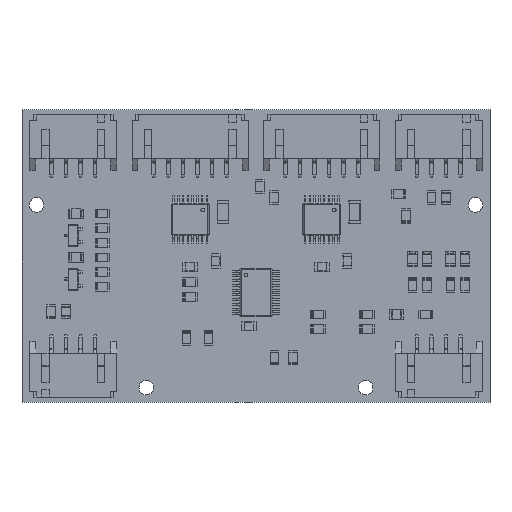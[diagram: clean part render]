
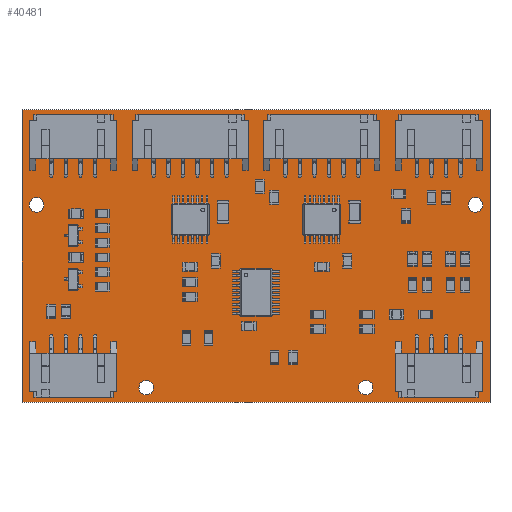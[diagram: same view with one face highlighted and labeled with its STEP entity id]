
A CAD part, top view. The second image highlights one B-rep face of the part: STEP entity #40481.
In plain terms, the highlighted planar face has unit normal (0, 0, 1).
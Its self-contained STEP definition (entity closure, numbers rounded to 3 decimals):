
#40208 = VERTEX_POINT('',#40209);
#40209 = CARTESIAN_POINT('',(32.,-15.,1.6));
#40215 = EDGE_CURVE('',#40208,#40216,#40218,.T.);
#40216 = VERTEX_POINT('',#40217);
#40217 = CARTESIAN_POINT('',(-32.,-15.,1.6));
#40218 = LINE('',#40219,#40220);
#40219 = CARTESIAN_POINT('',(32.,-15.,1.6));
#40220 = VECTOR('',#40221,1.);
#40221 = DIRECTION('',(-1.,0.,0.));
#40246 = EDGE_CURVE('',#40216,#40247,#40249,.T.);
#40247 = VERTEX_POINT('',#40248);
#40248 = CARTESIAN_POINT('',(-32.,25.,1.6));
#40249 = LINE('',#40250,#40251);
#40250 = CARTESIAN_POINT('',(-32.,-15.,1.6));
#40251 = VECTOR('',#40252,1.);
#40252 = DIRECTION('',(0.,1.,0.));
#40277 = EDGE_CURVE('',#40247,#40278,#40280,.T.);
#40278 = VERTEX_POINT('',#40279);
#40279 = CARTESIAN_POINT('',(32.,25.,1.6));
#40280 = LINE('',#40281,#40282);
#40281 = CARTESIAN_POINT('',(-32.,25.,1.6));
#40282 = VECTOR('',#40283,1.);
#40283 = DIRECTION('',(1.,0.,0.));
#40308 = EDGE_CURVE('',#40278,#40208,#40309,.T.);
#40309 = LINE('',#40310,#40311);
#40310 = CARTESIAN_POINT('',(32.,25.,1.6));
#40311 = VECTOR('',#40312,1.);
#40312 = DIRECTION('',(0.,-1.,0.));
#40332 = VERTEX_POINT('',#40333);
#40333 = CARTESIAN_POINT('',(-14.,-13.,1.6));
#40339 = EDGE_CURVE('',#40332,#40332,#40340,.T.);
#40340 = CIRCLE('',#40341,1.);
#40341 = AXIS2_PLACEMENT_3D('',#40342,#40343,#40344);
#40342 = CARTESIAN_POINT('',(-15.,-13.,1.6));
#40343 = DIRECTION('',(0.,0.,1.));
#40344 = DIRECTION('',(1.,0.,-0.));
#40365 = VERTEX_POINT('',#40366);
#40366 = CARTESIAN_POINT('',(16.,-13.,1.6));
#40372 = EDGE_CURVE('',#40365,#40365,#40373,.T.);
#40373 = CIRCLE('',#40374,1.);
#40374 = AXIS2_PLACEMENT_3D('',#40375,#40376,#40377);
#40375 = CARTESIAN_POINT('',(15.,-13.,1.6));
#40376 = DIRECTION('',(0.,0.,1.));
#40377 = DIRECTION('',(1.,0.,-0.));
#40398 = VERTEX_POINT('',#40399);
#40399 = CARTESIAN_POINT('',(-29.,12.,1.6));
#40405 = EDGE_CURVE('',#40398,#40398,#40406,.T.);
#40406 = CIRCLE('',#40407,1.);
#40407 = AXIS2_PLACEMENT_3D('',#40408,#40409,#40410);
#40408 = CARTESIAN_POINT('',(-30.,12.,1.6));
#40409 = DIRECTION('',(0.,0.,1.));
#40410 = DIRECTION('',(1.,0.,-0.));
#40431 = VERTEX_POINT('',#40432);
#40432 = CARTESIAN_POINT('',(31.,12.,1.6));
#40438 = EDGE_CURVE('',#40431,#40431,#40439,.T.);
#40439 = CIRCLE('',#40440,1.);
#40440 = AXIS2_PLACEMENT_3D('',#40441,#40442,#40443);
#40441 = CARTESIAN_POINT('',(30.,12.,1.6));
#40442 = DIRECTION('',(0.,0.,1.));
#40443 = DIRECTION('',(1.,0.,-0.));
#40481 = ADVANCED_FACE('',(#40482,#40488,#40491,#40494,#40497),#40500,
  .T.);
#40482 = FACE_BOUND('',#40483,.F.);
#40483 = EDGE_LOOP('',(#40484,#40485,#40486,#40487));
#40484 = ORIENTED_EDGE('',*,*,#40215,.T.);
#40485 = ORIENTED_EDGE('',*,*,#40246,.T.);
#40486 = ORIENTED_EDGE('',*,*,#40277,.T.);
#40487 = ORIENTED_EDGE('',*,*,#40308,.T.);
#40488 = FACE_BOUND('',#40489,.F.);
#40489 = EDGE_LOOP('',(#40490));
#40490 = ORIENTED_EDGE('',*,*,#40339,.T.);
#40491 = FACE_BOUND('',#40492,.F.);
#40492 = EDGE_LOOP('',(#40493));
#40493 = ORIENTED_EDGE('',*,*,#40372,.T.);
#40494 = FACE_BOUND('',#40495,.F.);
#40495 = EDGE_LOOP('',(#40496));
#40496 = ORIENTED_EDGE('',*,*,#40405,.T.);
#40497 = FACE_BOUND('',#40498,.F.);
#40498 = EDGE_LOOP('',(#40499));
#40499 = ORIENTED_EDGE('',*,*,#40438,.T.);
#40500 = PLANE('',#40501);
#40501 = AXIS2_PLACEMENT_3D('',#40502,#40503,#40504);
#40502 = CARTESIAN_POINT('',(0.,0.,1.6));
#40503 = DIRECTION('',(0.,0.,1.));
#40504 = DIRECTION('',(1.,0.,-0.));
